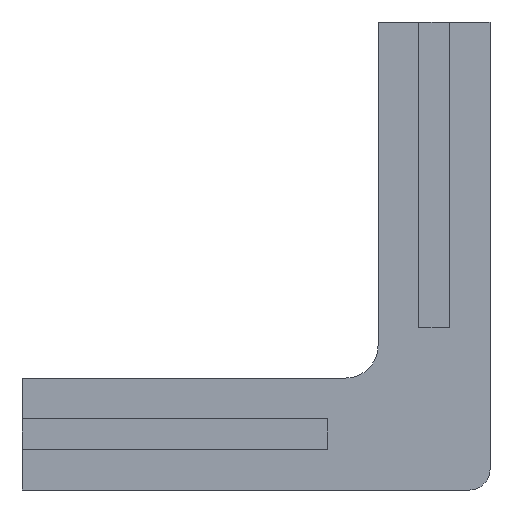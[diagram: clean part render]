
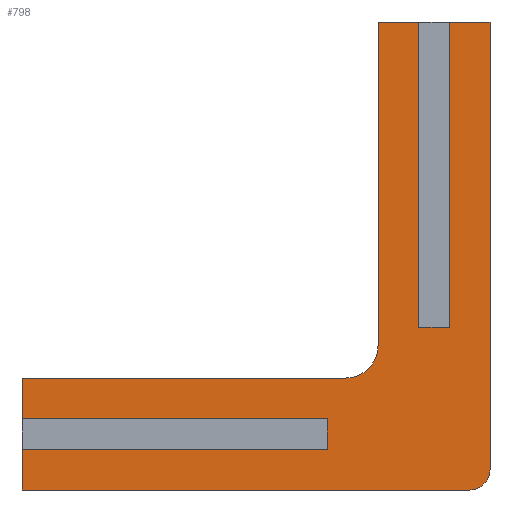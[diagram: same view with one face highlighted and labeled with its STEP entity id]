
A CAD part, left-side view. The second image highlights one B-rep face of the part: STEP entity #798.
In plain terms, the highlighted planar face has unit normal (-1, 0, 0).
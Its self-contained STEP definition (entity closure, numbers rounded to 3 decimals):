
#58=LINE('',#1186,#138);
#62=LINE('',#1197,#142);
#65=LINE('',#1205,#145);
#66=LINE('',#1207,#146);
#67=LINE('',#1209,#147);
#68=LINE('',#1211,#148);
#69=LINE('',#1213,#149);
#70=LINE('',#1215,#150);
#71=LINE('',#1218,#151);
#72=LINE('',#1220,#152);
#73=LINE('',#1222,#153);
#74=LINE('',#1224,#154);
#75=LINE('',#1226,#155);
#76=LINE('',#1228,#156);
#138=VECTOR('',#954,1000.);
#142=VECTOR('',#962,1000.);
#145=VECTOR('',#969,1000.);
#146=VECTOR('',#970,1000.);
#147=VECTOR('',#971,1000.);
#148=VECTOR('',#972,1000.);
#149=VECTOR('',#973,1000.);
#150=VECTOR('',#974,1000.);
#151=VECTOR('',#977,1000.);
#152=VECTOR('',#978,1000.);
#153=VECTOR('',#979,1000.);
#154=VECTOR('',#980,1000.);
#155=VECTOR('',#981,1000.);
#156=VECTOR('',#982,1000.);
#227=ORIENTED_EDGE('',*,*,#435,.T.);
#228=ORIENTED_EDGE('',*,*,#443,.F.);
#229=ORIENTED_EDGE('',*,*,#444,.F.);
#230=ORIENTED_EDGE('',*,*,#445,.F.);
#231=ORIENTED_EDGE('',*,*,#446,.T.);
#232=ORIENTED_EDGE('',*,*,#447,.F.);
#233=ORIENTED_EDGE('',*,*,#448,.T.);
#234=ORIENTED_EDGE('',*,*,#449,.F.);
#235=ORIENTED_EDGE('',*,*,#440,.T.);
#236=ORIENTED_EDGE('',*,*,#450,.T.);
#237=ORIENTED_EDGE('',*,*,#451,.F.);
#238=ORIENTED_EDGE('',*,*,#452,.F.);
#239=ORIENTED_EDGE('',*,*,#453,.T.);
#240=ORIENTED_EDGE('',*,*,#454,.F.);
#241=ORIENTED_EDGE('',*,*,#455,.T.);
#242=ORIENTED_EDGE('',*,*,#456,.F.);
#435=EDGE_CURVE('',#544,#543,#58,.T.);
#440=EDGE_CURVE('',#549,#548,#62,.T.);
#443=EDGE_CURVE('',#551,#543,#615,.T.);
#444=EDGE_CURVE('',#552,#551,#65,.T.);
#445=EDGE_CURVE('',#553,#552,#66,.T.);
#446=EDGE_CURVE('',#553,#554,#67,.T.);
#447=EDGE_CURVE('',#555,#554,#68,.T.);
#448=EDGE_CURVE('',#555,#556,#69,.T.);
#449=EDGE_CURVE('',#549,#556,#70,.T.);
#450=EDGE_CURVE('',#548,#557,#616,.T.);
#451=EDGE_CURVE('',#558,#557,#71,.T.);
#452=EDGE_CURVE('',#559,#558,#72,.T.);
#453=EDGE_CURVE('',#559,#560,#73,.T.);
#454=EDGE_CURVE('',#561,#560,#74,.T.);
#455=EDGE_CURVE('',#561,#562,#75,.T.);
#456=EDGE_CURVE('',#544,#562,#76,.T.);
#543=VERTEX_POINT('',#1185);
#544=VERTEX_POINT('',#1187);
#548=VERTEX_POINT('',#1196);
#549=VERTEX_POINT('',#1198);
#551=VERTEX_POINT('',#1204);
#552=VERTEX_POINT('',#1206);
#553=VERTEX_POINT('',#1208);
#554=VERTEX_POINT('',#1210);
#555=VERTEX_POINT('',#1212);
#556=VERTEX_POINT('',#1214);
#557=VERTEX_POINT('',#1217);
#558=VERTEX_POINT('',#1219);
#559=VERTEX_POINT('',#1221);
#560=VERTEX_POINT('',#1223);
#561=VERTEX_POINT('',#1225);
#562=VERTEX_POINT('',#1227);
#615=CIRCLE('',#877,1.);
#616=CIRCLE('',#878,1.6);
#639=EDGE_LOOP('',(#227,#228,#229,#230,#231,#232,#233,#234,#235,#236,#237,
#238,#239,#240,#241,#242));
#703=FACE_BOUND('',#639,.T.);
#765=PLANE('',#876);
#798=ADVANCED_FACE('',(#703),#765,.F.);
#876=AXIS2_PLACEMENT_3D('',#1202,#965,#966);
#877=AXIS2_PLACEMENT_3D('',#1203,#967,#968);
#878=AXIS2_PLACEMENT_3D('',#1216,#975,#976);
#954=DIRECTION('',(0.,-1.,0.));
#962=DIRECTION('',(0.,0.,-1.));
#965=DIRECTION('',(1.,0.,0.));
#966=DIRECTION('',(0.,0.,-1.));
#967=DIRECTION('',(1.,0.,0.));
#968=DIRECTION('',(0.,0.,-1.));
#969=DIRECTION('',(0.,0.,-1.));
#970=DIRECTION('',(0.,-1.,0.));
#971=DIRECTION('',(0.,0.,-1.));
#972=DIRECTION('',(0.,-1.,0.));
#973=DIRECTION('',(0.,0.,1.));
#974=DIRECTION('',(0.,-1.,0.));
#975=DIRECTION('',(1.,0.,0.));
#976=DIRECTION('',(0.,0.,-1.));
#977=DIRECTION('',(0.,-1.,0.));
#978=DIRECTION('',(0.,0.,1.));
#979=DIRECTION('',(0.,-1.,0.));
#980=DIRECTION('',(0.,0.,1.));
#981=DIRECTION('',(0.,1.,0.));
#982=DIRECTION('',(0.,0.,1.));
#1185=CARTESIAN_POINT('',(-2.95,1.,0.));
#1186=CARTESIAN_POINT('',(-2.95,5.5,0.));
#1187=CARTESIAN_POINT('',(-2.95,23.,0.));
#1196=CARTESIAN_POINT('',(-2.95,5.5,7.1));
#1197=CARTESIAN_POINT('',(-2.95,5.5,23.));
#1198=CARTESIAN_POINT('',(-2.95,5.5,23.));
#1202=CARTESIAN_POINT('',(-2.95,5.5,23.));
#1203=CARTESIAN_POINT('',(-2.95,1.,1.));
#1204=CARTESIAN_POINT('',(-2.95,0.,1.));
#1205=CARTESIAN_POINT('',(-2.95,0.,23.));
#1206=CARTESIAN_POINT('',(-2.95,0.,23.));
#1207=CARTESIAN_POINT('',(-2.95,5.5,23.));
#1208=CARTESIAN_POINT('',(-2.95,2.,23.));
#1209=CARTESIAN_POINT('',(-2.95,2.,23.));
#1210=CARTESIAN_POINT('',(-2.95,2.,8.));
#1211=CARTESIAN_POINT('',(-2.95,5.5,8.));
#1212=CARTESIAN_POINT('',(-2.95,3.5,8.));
#1213=CARTESIAN_POINT('',(-2.95,3.5,23.));
#1214=CARTESIAN_POINT('',(-2.95,3.5,23.));
#1215=CARTESIAN_POINT('',(-2.95,5.5,23.));
#1216=CARTESIAN_POINT('',(-2.95,7.1,7.1));
#1217=CARTESIAN_POINT('',(-2.95,7.1,5.5));
#1218=CARTESIAN_POINT('',(-2.95,23.,5.5));
#1219=CARTESIAN_POINT('',(-2.95,23.,5.5));
#1220=CARTESIAN_POINT('',(-2.95,23.,0.));
#1221=CARTESIAN_POINT('',(-2.95,23.,3.5));
#1222=CARTESIAN_POINT('',(-2.95,5.5,3.5));
#1223=CARTESIAN_POINT('',(-2.95,8.,3.5));
#1224=CARTESIAN_POINT('',(-2.95,8.,23.));
#1225=CARTESIAN_POINT('',(-2.95,8.,2.));
#1226=CARTESIAN_POINT('',(-2.95,5.5,2.));
#1227=CARTESIAN_POINT('',(-2.95,23.,2.));
#1228=CARTESIAN_POINT('',(-2.95,23.,0.));
